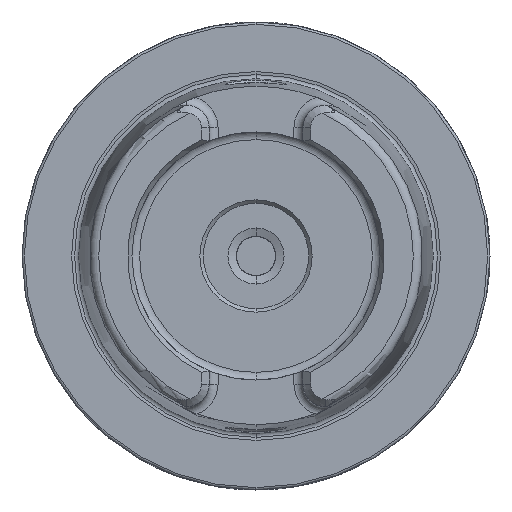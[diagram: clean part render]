
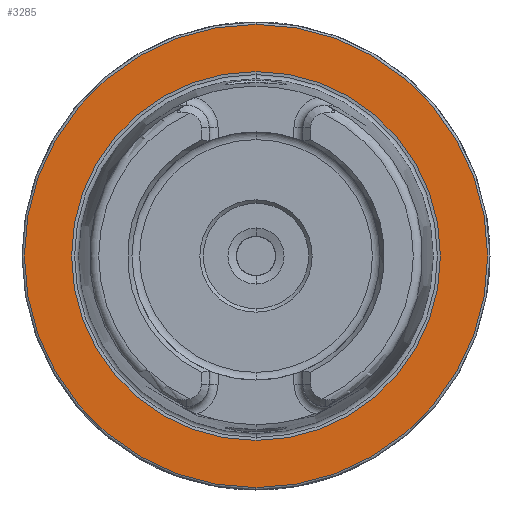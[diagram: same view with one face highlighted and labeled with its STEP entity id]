
A CAD part, left-side view. The second image highlights one B-rep face of the part: STEP entity #3285.
In plain terms, the highlighted planar face has unit normal (-1, 0, 0).
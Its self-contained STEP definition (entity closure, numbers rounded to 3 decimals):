
#143 = DIRECTION ( 'NONE',  ( 1., 0., 0. ) ) ;
#506 = AXIS2_PLACEMENT_3D ( 'NONE', #8891, #143, #7718 ) ;
#608 = DIRECTION ( 'NONE',  ( -1., 0., 0. ) ) ;
#748 = DIRECTION ( 'NONE',  ( -1., 0., 0. ) ) ;
#1079 = DIRECTION ( 'NONE',  ( -1., 0., 0. ) ) ;
#1633 = DIRECTION ( 'NONE',  ( 0., 0., 1. ) ) ;
#1808 = VERTEX_POINT ( 'NONE', #10187 ) ;
#1897 = CIRCLE ( 'NONE', #2759, 39.405 ) ;
#2659 = EDGE_CURVE ( 'NONE', #4366, #10317, #1897, .T. ) ;
#2669 = CARTESIAN_POINT ( 'NONE',  ( 0., 0., -39.405 ) ) ;
#2759 = AXIS2_PLACEMENT_3D ( 'NONE', #11380, #608, #1633 ) ;
#3087 = AXIS2_PLACEMENT_3D ( 'NONE', #7916, #5770, #10177 ) ;
#3285 = ADVANCED_FACE ( 'NONE', ( #11839, #5404 ), #3507, .F. ) ;
#3507 = PLANE ( 'NONE',  #506 ) ;
#3536 = CIRCLE ( 'NONE', #3087, 49.5 ) ;
#4366 = VERTEX_POINT ( 'NONE', #6052 ) ;
#4900 = CARTESIAN_POINT ( 'NONE',  ( 0., 0., 0. ) ) ;
#5404 = FACE_OUTER_BOUND ( 'NONE', #7974, .T. ) ;
#5770 = DIRECTION ( 'NONE',  ( -1., 0., 0. ) ) ;
#6052 = CARTESIAN_POINT ( 'NONE',  ( 0., 0., 39.405 ) ) ;
#6122 = CIRCLE ( 'NONE', #12512, 49.5 ) ;
#6312 = ORIENTED_EDGE ( 'NONE', *, *, #2659, .F. ) ;
#6567 = CARTESIAN_POINT ( 'NONE',  ( 0., 0., 0. ) ) ;
#6710 = CIRCLE ( 'NONE', #10546, 39.405 ) ;
#7376 = ORIENTED_EDGE ( 'NONE', *, *, #9652, .T. ) ;
#7718 = DIRECTION ( 'NONE',  ( 0., 0., -1. ) ) ;
#7916 = CARTESIAN_POINT ( 'NONE',  ( 0., 0., 0. ) ) ;
#7932 = ORIENTED_EDGE ( 'NONE', *, *, #10835, .T. ) ;
#7974 = EDGE_LOOP ( 'NONE', ( #7932, #7376 ) ) ;
#8891 = CARTESIAN_POINT ( 'NONE',  ( 0., 49.5, 0. ) ) ;
#9386 = DIRECTION ( 'NONE',  ( 0., 0., 1. ) ) ;
#9430 = EDGE_LOOP ( 'NONE', ( #6312, #14001 ) ) ;
#9503 = VERTEX_POINT ( 'NONE', #10430 ) ;
#9652 = EDGE_CURVE ( 'NONE', #9503, #1808, #6122, .T. ) ;
#10177 = DIRECTION ( 'NONE',  ( 0., 0., 1. ) ) ;
#10187 = CARTESIAN_POINT ( 'NONE',  ( 0., 0., 49.5 ) ) ;
#10317 = VERTEX_POINT ( 'NONE', #2669 ) ;
#10430 = CARTESIAN_POINT ( 'NONE',  ( 0., 0., -49.5 ) ) ;
#10546 = AXIS2_PLACEMENT_3D ( 'NONE', #4900, #748, #9386 ) ;
#10835 = EDGE_CURVE ( 'NONE', #1808, #9503, #3536, .T. ) ;
#11380 = CARTESIAN_POINT ( 'NONE',  ( 0., 0., 0. ) ) ;
#11813 = EDGE_CURVE ( 'NONE', #10317, #4366, #6710, .T. ) ;
#11839 = FACE_BOUND ( 'NONE', #9430, .T. ) ;
#12512 = AXIS2_PLACEMENT_3D ( 'NONE', #6567, #1079, #14029 ) ;
#14001 = ORIENTED_EDGE ( 'NONE', *, *, #11813, .F. ) ;
#14029 = DIRECTION ( 'NONE',  ( 0., 0., 1. ) ) ;
